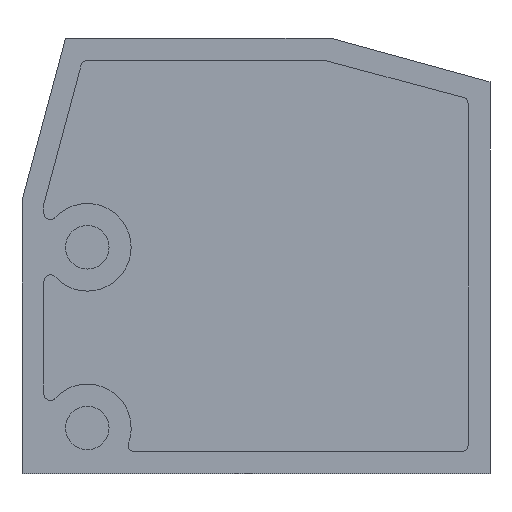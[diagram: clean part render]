
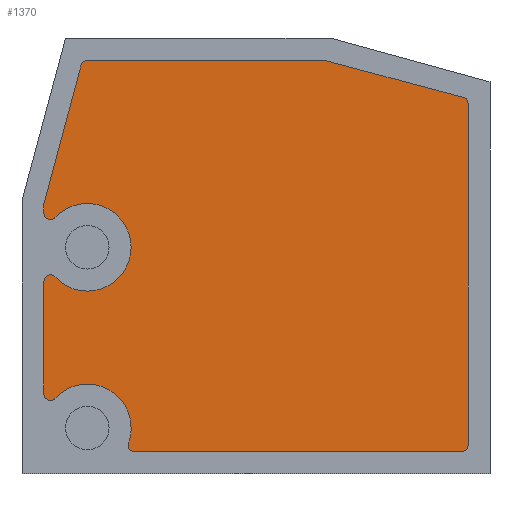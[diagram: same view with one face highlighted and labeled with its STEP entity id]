
A CAD part, left-side view. The second image highlights one B-rep face of the part: STEP entity #1370.
In plain terms, the highlighted planar face has unit normal (-1, 0, 0).
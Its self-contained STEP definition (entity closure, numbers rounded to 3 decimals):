
#635=AXIS2_PLACEMENT_3D('Circle Axis2P3D',#633,#634,$) ;
#683=AXIS2_PLACEMENT_3D('Circle Axis2P3D',#681,#682,$) ;
#731=AXIS2_PLACEMENT_3D('Circle Axis2P3D',#729,#730,$) ;
#755=AXIS2_PLACEMENT_3D('Circle Axis2P3D',#753,#754,$) ;
#779=AXIS2_PLACEMENT_3D('Circle Axis2P3D',#777,#778,$) ;
#803=AXIS2_PLACEMENT_3D('Circle Axis2P3D',#801,#802,$) ;
#827=AXIS2_PLACEMENT_3D('Circle Axis2P3D',#825,#826,$) ;
#875=AXIS2_PLACEMENT_3D('Circle Axis2P3D',#873,#874,$) ;
#899=AXIS2_PLACEMENT_3D('Circle Axis2P3D',#897,#898,$) ;
#923=AXIS2_PLACEMENT_3D('Circle Axis2P3D',#921,#922,$) ;
#947=AXIS2_PLACEMENT_3D('Circle Axis2P3D',#945,#946,$) ;
#971=AXIS2_PLACEMENT_3D('Circle Axis2P3D',#969,#970,$) ;
#995=AXIS2_PLACEMENT_3D('Circle Axis2P3D',#993,#994,$) ;
#1019=AXIS2_PLACEMENT_3D('Circle Axis2P3D',#1017,#1018,$) ;
#1086=AXIS2_PLACEMENT_3D('Circle Axis2P3D',#1084,#1085,$) ;
#1344=AXIS2_PLACEMENT_3D('Plane Axis2P3D',#1341,#1342,#1343) ;
#599=CARTESIAN_POINT('Vertex',(3.53,1.225,17.283)) ;
#606=CARTESIAN_POINT('Vertex',(3.53,7.593,18.99)) ;
#609=CARTESIAN_POINT('Line Origine',(3.53,4.409,18.136)) ;
#630=CARTESIAN_POINT('Vertex',(3.53,1.01,17.003)) ;
#633=CARTESIAN_POINT('Axis2P3D Location',(3.53,1.3,17.003)) ;
#654=CARTESIAN_POINT('Vertex',(3.53,1.01,1.3)) ;
#657=CARTESIAN_POINT('Line Origine',(3.53,1.01,9.151)) ;
#678=CARTESIAN_POINT('Vertex',(3.53,1.3,1.01)) ;
#681=CARTESIAN_POINT('Axis2P3D Location',(3.53,1.3,1.3)) ;
#702=CARTESIAN_POINT('Vertex',(3.53,16.338,1.01)) ;
#705=CARTESIAN_POINT('Line Origine',(3.53,8.819,1.01)) ;
#726=CARTESIAN_POINT('Vertex',(3.53,16.61,1.401)) ;
#729=CARTESIAN_POINT('Axis2P3D Location',(3.53,16.338,1.3)) ;
#750=CARTESIAN_POINT('Vertex',(3.53,18.5,4.115)) ;
#753=CARTESIAN_POINT('Axis2P3D Location',(3.53,18.5,2.1)) ;
#774=CARTESIAN_POINT('Vertex',(3.53,19.986,3.461)) ;
#777=CARTESIAN_POINT('Axis2P3D Location',(3.53,18.5,2.1)) ;
#798=CARTESIAN_POINT('Vertex',(3.53,20.2,3.367)) ;
#801=CARTESIAN_POINT('Axis2P3D Location',(3.53,20.201,3.66)) ;
#822=CARTESIAN_POINT('Vertex',(3.53,20.49,3.657)) ;
#825=CARTESIAN_POINT('Axis2P3D Location',(3.53,20.2,3.657)) ;
#846=CARTESIAN_POINT('Vertex',(3.53,20.49,8.843)) ;
#849=CARTESIAN_POINT('Line Origine',(3.53,20.49,6.25)) ;
#870=CARTESIAN_POINT('Vertex',(3.53,20.2,9.133)) ;
#873=CARTESIAN_POINT('Axis2P3D Location',(3.53,20.2,8.843)) ;
#894=CARTESIAN_POINT('Vertex',(3.53,19.986,9.039)) ;
#897=CARTESIAN_POINT('Axis2P3D Location',(3.53,20.201,8.84)) ;
#918=CARTESIAN_POINT('Vertex',(3.53,18.5,8.385)) ;
#921=CARTESIAN_POINT('Axis2P3D Location',(3.53,18.5,10.4)) ;
#942=CARTESIAN_POINT('Vertex',(3.53,18.5,12.415)) ;
#945=CARTESIAN_POINT('Axis2P3D Location',(3.53,18.5,10.4)) ;
#966=CARTESIAN_POINT('Vertex',(3.53,19.986,11.761)) ;
#969=CARTESIAN_POINT('Axis2P3D Location',(3.53,18.5,10.4)) ;
#990=CARTESIAN_POINT('Vertex',(3.53,20.2,11.667)) ;
#993=CARTESIAN_POINT('Axis2P3D Location',(3.53,20.201,11.96)) ;
#1014=CARTESIAN_POINT('Vertex',(3.53,20.49,11.957)) ;
#1017=CARTESIAN_POINT('Axis2P3D Location',(3.53,20.2,11.957)) ;
#1033=CARTESIAN_POINT('Vertex',(3.53,20.49,12.407)) ;
#1036=CARTESIAN_POINT('Line Origine',(3.53,20.49,12.182)) ;
#1057=CARTESIAN_POINT('Vertex',(3.53,18.783,18.775)) ;
#1060=CARTESIAN_POINT('Line Origine',(3.53,19.636,15.591)) ;
#1081=CARTESIAN_POINT('Vertex',(3.53,18.503,18.99)) ;
#1084=CARTESIAN_POINT('Axis2P3D Location',(3.53,18.503,18.7)) ;
#1101=CARTESIAN_POINT('Line Origine',(3.53,13.048,18.99)) ;
#1341=CARTESIAN_POINT('Axis2P3D Location',(3.53,0.,0.)) ;
#610=DIRECTION('Vector Direction',(0.,-0.966,-0.259)) ;
#634=DIRECTION('Axis2P3D Direction',(-1.,0.,0.)) ;
#658=DIRECTION('Vector Direction',(0.,0.,-1.)) ;
#682=DIRECTION('Axis2P3D Direction',(-1.,0.,0.)) ;
#706=DIRECTION('Vector Direction',(0.,1.,0.)) ;
#730=DIRECTION('Axis2P3D Direction',(-1.,0.,0.)) ;
#754=DIRECTION('Axis2P3D Direction',(-1.,0.,0.)) ;
#778=DIRECTION('Axis2P3D Direction',(-1.,0.,0.)) ;
#802=DIRECTION('Axis2P3D Direction',(-1.,0.,0.)) ;
#826=DIRECTION('Axis2P3D Direction',(-1.,0.,0.)) ;
#850=DIRECTION('Vector Direction',(0.,0.,1.)) ;
#874=DIRECTION('Axis2P3D Direction',(-1.,0.,0.)) ;
#898=DIRECTION('Axis2P3D Direction',(-1.,0.,0.)) ;
#922=DIRECTION('Axis2P3D Direction',(-1.,0.,0.)) ;
#946=DIRECTION('Axis2P3D Direction',(-1.,0.,0.)) ;
#970=DIRECTION('Axis2P3D Direction',(-1.,0.,0.)) ;
#994=DIRECTION('Axis2P3D Direction',(-1.,0.,0.)) ;
#1018=DIRECTION('Axis2P3D Direction',(-1.,0.,0.)) ;
#1037=DIRECTION('Vector Direction',(0.,0.,1.)) ;
#1061=DIRECTION('Vector Direction',(0.,-0.259,0.966)) ;
#1085=DIRECTION('Axis2P3D Direction',(-1.,0.,0.)) ;
#1102=DIRECTION('Vector Direction',(0.,-1.,0.)) ;
#1342=DIRECTION('Axis2P3D Direction',(-1.,0.,0.)) ;
#1343=DIRECTION('Axis2P3D XDirection',(0.,0.,1.)) ;
#611=VECTOR('Line Direction',#610,1.) ;
#659=VECTOR('Line Direction',#658,1.) ;
#707=VECTOR('Line Direction',#706,1.) ;
#851=VECTOR('Line Direction',#850,1.) ;
#1038=VECTOR('Line Direction',#1037,1.) ;
#1062=VECTOR('Line Direction',#1061,1.) ;
#1103=VECTOR('Line Direction',#1102,1.) ;
#1347=ORIENTED_EDGE('',*,*,#1088,.T.) ;
#1348=ORIENTED_EDGE('',*,*,#1064,.T.) ;
#1349=ORIENTED_EDGE('',*,*,#1040,.T.) ;
#1350=ORIENTED_EDGE('',*,*,#1021,.T.) ;
#1351=ORIENTED_EDGE('',*,*,#997,.T.) ;
#1352=ORIENTED_EDGE('',*,*,#973,.T.) ;
#1353=ORIENTED_EDGE('',*,*,#949,.T.) ;
#1354=ORIENTED_EDGE('',*,*,#925,.T.) ;
#1355=ORIENTED_EDGE('',*,*,#901,.T.) ;
#1356=ORIENTED_EDGE('',*,*,#877,.T.) ;
#1357=ORIENTED_EDGE('',*,*,#853,.T.) ;
#1358=ORIENTED_EDGE('',*,*,#829,.T.) ;
#1359=ORIENTED_EDGE('',*,*,#805,.T.) ;
#1360=ORIENTED_EDGE('',*,*,#781,.T.) ;
#1361=ORIENTED_EDGE('',*,*,#757,.T.) ;
#1362=ORIENTED_EDGE('',*,*,#733,.T.) ;
#1363=ORIENTED_EDGE('',*,*,#709,.T.) ;
#1364=ORIENTED_EDGE('',*,*,#685,.T.) ;
#1365=ORIENTED_EDGE('',*,*,#661,.T.) ;
#1366=ORIENTED_EDGE('',*,*,#637,.T.) ;
#1367=ORIENTED_EDGE('',*,*,#613,.T.) ;
#1368=ORIENTED_EDGE('',*,*,#1105,.T.) ;
#1370=ADVANCED_FACE('Hauptkoerper',(#1369),#1345,.T.) ;
#636=CIRCLE('generated circle',#635,0.29) ;
#684=CIRCLE('generated circle',#683,0.29) ;
#732=CIRCLE('generated circle',#731,0.29) ;
#756=CIRCLE('generated circle',#755,2.015) ;
#780=CIRCLE('generated circle',#779,2.015) ;
#804=CIRCLE('generated circle',#803,0.293) ;
#828=CIRCLE('generated circle',#827,0.29) ;
#876=CIRCLE('generated circle',#875,0.29) ;
#900=CIRCLE('generated circle',#899,0.293) ;
#924=CIRCLE('generated circle',#923,2.015) ;
#948=CIRCLE('generated circle',#947,2.015) ;
#972=CIRCLE('generated circle',#971,2.015) ;
#996=CIRCLE('generated circle',#995,0.293) ;
#1020=CIRCLE('generated circle',#1019,0.29) ;
#1087=CIRCLE('generated circle',#1086,0.29) ;
#613=EDGE_CURVE('',#600,#607,#612,.F.) ;
#637=EDGE_CURVE('',#631,#600,#636,.T.) ;
#661=EDGE_CURVE('',#655,#631,#660,.F.) ;
#685=EDGE_CURVE('',#679,#655,#684,.T.) ;
#709=EDGE_CURVE('',#703,#679,#708,.F.) ;
#733=EDGE_CURVE('',#727,#703,#732,.T.) ;
#757=EDGE_CURVE('',#751,#727,#756,.F.) ;
#781=EDGE_CURVE('',#775,#751,#780,.F.) ;
#805=EDGE_CURVE('',#799,#775,#804,.T.) ;
#829=EDGE_CURVE('',#823,#799,#828,.T.) ;
#853=EDGE_CURVE('',#847,#823,#852,.F.) ;
#877=EDGE_CURVE('',#871,#847,#876,.T.) ;
#901=EDGE_CURVE('',#895,#871,#900,.T.) ;
#925=EDGE_CURVE('',#919,#895,#924,.F.) ;
#949=EDGE_CURVE('',#943,#919,#948,.F.) ;
#973=EDGE_CURVE('',#967,#943,#972,.F.) ;
#997=EDGE_CURVE('',#991,#967,#996,.T.) ;
#1021=EDGE_CURVE('',#1015,#991,#1020,.T.) ;
#1040=EDGE_CURVE('',#1034,#1015,#1039,.F.) ;
#1064=EDGE_CURVE('',#1058,#1034,#1063,.F.) ;
#1088=EDGE_CURVE('',#1082,#1058,#1087,.T.) ;
#1105=EDGE_CURVE('',#607,#1082,#1104,.F.) ;
#1346=EDGE_LOOP('',(#1347,#1348,#1349,#1350,#1351,#1352,#1353,#1354,#1355,#1356,#1357,#1358,#1359,#1360,#1361,#1362,#1363,#1364,#1365,#1366,#1367,#1368)) ;
#1369=FACE_OUTER_BOUND('',#1346,.T.) ;
#612=LINE('Line',#609,#611) ;
#660=LINE('Line',#657,#659) ;
#708=LINE('Line',#705,#707) ;
#852=LINE('Line',#849,#851) ;
#1039=LINE('Line',#1036,#1038) ;
#1063=LINE('Line',#1060,#1062) ;
#1104=LINE('Line',#1101,#1103) ;
#1345=PLANE('',#1344) ;
#600=VERTEX_POINT('',#599) ;
#607=VERTEX_POINT('',#606) ;
#631=VERTEX_POINT('',#630) ;
#655=VERTEX_POINT('',#654) ;
#679=VERTEX_POINT('',#678) ;
#703=VERTEX_POINT('',#702) ;
#727=VERTEX_POINT('',#726) ;
#751=VERTEX_POINT('',#750) ;
#775=VERTEX_POINT('',#774) ;
#799=VERTEX_POINT('',#798) ;
#823=VERTEX_POINT('',#822) ;
#847=VERTEX_POINT('',#846) ;
#871=VERTEX_POINT('',#870) ;
#895=VERTEX_POINT('',#894) ;
#919=VERTEX_POINT('',#918) ;
#943=VERTEX_POINT('',#942) ;
#967=VERTEX_POINT('',#966) ;
#991=VERTEX_POINT('',#990) ;
#1015=VERTEX_POINT('',#1014) ;
#1034=VERTEX_POINT('',#1033) ;
#1058=VERTEX_POINT('',#1057) ;
#1082=VERTEX_POINT('',#1081) ;
